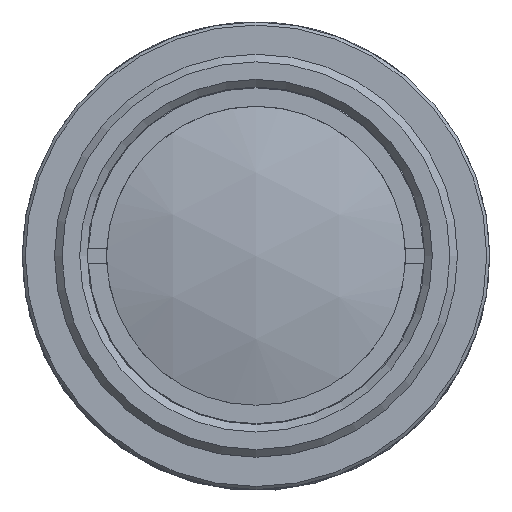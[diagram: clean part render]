
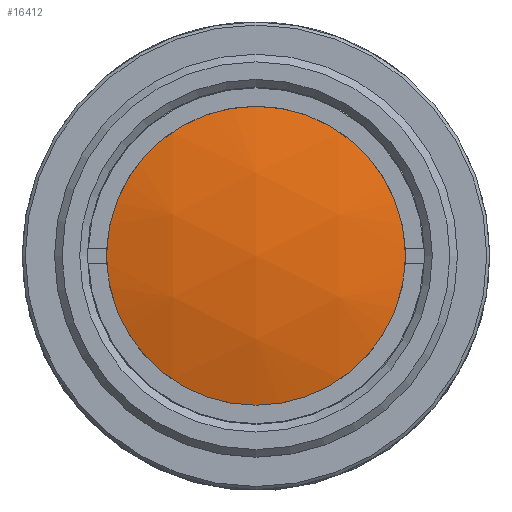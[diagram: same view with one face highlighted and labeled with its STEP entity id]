
A CAD part, top view. The second image highlights one B-rep face of the part: STEP entity #16412.
In plain terms, the highlighted spherical face has radius 34.318 mm.
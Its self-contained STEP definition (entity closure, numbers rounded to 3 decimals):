
#341 = CARTESIAN_POINT ( 'NONE',  ( -10.717, 0., 45.578 ) ) ;
#1456 = VERTEX_POINT ( 'NONE', #341 ) ;
#1717 = EDGE_LOOP ( 'NONE', ( #23619 ) ) ;
#2799 = DIRECTION ( 'NONE',  ( 0., 0., -1. ) ) ;
#5058 = AXIS2_PLACEMENT_3D ( 'NONE', #26058, #24187, #12133 ) ;
#7647 = AXIS2_PLACEMENT_3D ( 'NONE', #15065, #2799, #17046 ) ;
#12133 = DIRECTION ( 'NONE',  ( 0., 1., 0. ) ) ;
#14399 = FACE_OUTER_BOUND ( 'NONE', #1717, .T. ) ;
#15065 = CARTESIAN_POINT ( 'NONE',  ( 0., 0., 45.578 ) ) ;
#16412 = ADVANCED_FACE ( 'NONE', ( #14399 ), #18257, .T. ) ;
#17046 = DIRECTION ( 'NONE',  ( -1., 0., 0. ) ) ;
#18257 = SPHERICAL_SURFACE ( 'NONE', #5058, 34.318 ) ;
#21464 = EDGE_CURVE ( 'NONE', #1456, #1456, #24434, .T. ) ;
#23619 = ORIENTED_EDGE ( 'NONE', *, *, #21464, .F. ) ;
#24187 = DIRECTION ( 'NONE',  ( 1., 0., 0. ) ) ;
#24434 = CIRCLE ( 'NONE', #7647, 10.717 ) ;
#26058 = CARTESIAN_POINT ( 'NONE',  ( 0., 0., 12.976 ) ) ;
